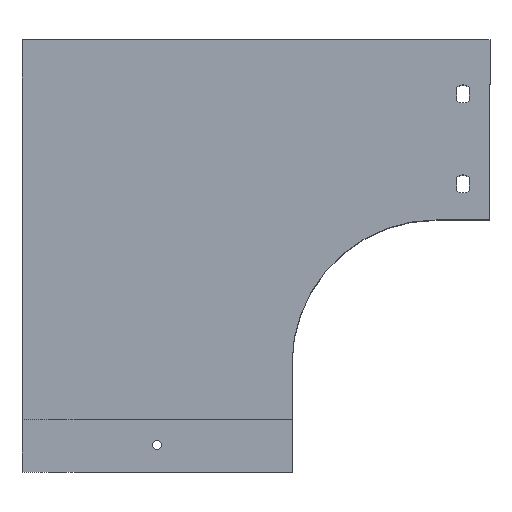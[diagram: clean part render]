
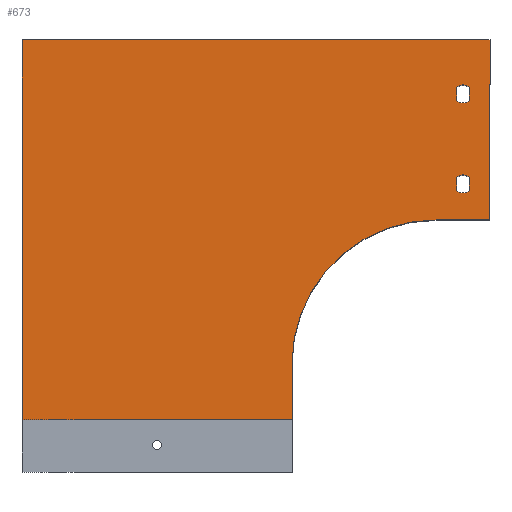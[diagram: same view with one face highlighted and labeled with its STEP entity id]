
A CAD part, top view. The second image highlights one B-rep face of the part: STEP entity #673.
In plain terms, the highlighted planar face has unit normal (0, 0, 1).
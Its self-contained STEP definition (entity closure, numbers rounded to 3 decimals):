
#45 = EDGE_CURVE ( 'NONE', #1477, #1508, #1590, .T. ) ;
#96 = CARTESIAN_POINT ( 'NONE',  ( 150., 0., 1. ) ) ;
#121 = DIRECTION ( 'NONE',  ( 0., 1., 0. ) ) ;
#193 = DIRECTION ( 'NONE',  ( 0., 1., 0. ) ) ;
#199 = DIRECTION ( 'NONE',  ( 0., 1., 0. ) ) ;
#200 = CARTESIAN_POINT ( 'NONE',  ( 230., 30., 1. ) ) ;
#201 = DIRECTION ( 'NONE',  ( 0., 0., -1. ) ) ;
#202 = DIRECTION ( 'NONE',  ( 1., 0., 0. ) ) ;
#203 = CARTESIAN_POINT ( 'NONE',  ( 241.5, 176.429, 1. ) ) ;
#204 = CARTESIAN_POINT ( 'NONE',  ( 245., 130., 1. ) ) ;
#205 = DIRECTION ( 'NONE',  ( 0., 0., -1. ) ) ;
#206 = DIRECTION ( 'NONE',  ( -1., 0., 0. ) ) ;
#207 = CARTESIAN_POINT ( 'NONE',  ( 241.5, 126.429, 1. ) ) ;
#208 = CARTESIAN_POINT ( 'NONE',  ( 248.5, 126.429, 1. ) ) ;
#209 = DIRECTION ( 'NONE',  ( 0., -1., 0. ) ) ;
#210 = CARTESIAN_POINT ( 'NONE',  ( 245., 180., 1. ) ) ;
#211 = DIRECTION ( 'NONE',  ( 0., 0., -1. ) ) ;
#212 = DIRECTION ( 'NONE',  ( -1., 0., 0. ) ) ;
#213 = CARTESIAN_POINT ( 'NONE',  ( 248.5, 176.429, 1. ) ) ;
#214 = DIRECTION ( 'NONE',  ( 0., -1., 0. ) ) ;
#215 = CARTESIAN_POINT ( 'NONE',  ( 245., 130., 1. ) ) ;
#216 = DIRECTION ( 'NONE',  ( 0., 0., -1. ) ) ;
#217 = DIRECTION ( 'NONE',  ( -1., 0., 0. ) ) ;
#218 = CARTESIAN_POINT ( 'NONE',  ( 0., -1., 1. ) ) ;
#219 = DIRECTION ( 'NONE',  ( -1., 0., 0. ) ) ;
#227 = CARTESIAN_POINT ( 'NONE',  ( 260., 210., 1. ) ) ;
#228 = CARTESIAN_POINT ( 'NONE',  ( 260., 110., 1. ) ) ;
#229 = CARTESIAN_POINT ( 'NONE',  ( 245., 180., 1. ) ) ;
#230 = DIRECTION ( 'NONE',  ( 0., 0., -1. ) ) ;
#231 = DIRECTION ( 'NONE',  ( -1., 0., 0. ) ) ;
#232 = DIRECTION ( 'NONE',  ( 1., 0., 0. ) ) ;
#237 = DIRECTION ( 'NONE',  ( 0., 1., 0. ) ) ;
#337 = EDGE_CURVE ( 'NONE', #1508, #1491, #1820, .T. ) ;
#338 = EDGE_CURVE ( 'NONE', #1528, #1497, #1822, .T. ) ;
#339 = EDGE_CURVE ( 'NONE', #1540, #659, #1809, .T. ) ;
#340 = EDGE_CURVE ( 'NONE', #1531, #1540, #1823, .T. ) ;
#341 = EDGE_CURVE ( 'NONE', #1505, #1528, #1826, .T. ) ;
#342 = EDGE_CURVE ( 'NONE', #1500, #1505, #1827, .T. ) ;
#343 = EDGE_CURVE ( 'NONE', #1497, #1500, #1829, .T. ) ;
#344 = EDGE_CURVE ( 'NONE', #1477, #1549, #1830, .T. ) ;
#347 = EDGE_CURVE ( 'NONE', #1519, #1531, #1836, .T. ) ;
#348 = EDGE_CURVE ( 'NONE', #659, #1519, #1837, .T. ) ;
#350 = EDGE_CURVE ( 'NONE', #1491, #658, #1824, .T. ) ;
#353 = EDGE_CURVE ( 'NONE', #658, #1474, #1840, .T. ) ;
#464 = EDGE_CURVE ( 'NONE', #1474, #1539, #1717, .T. ) ;
#658 = VERTEX_POINT ( 'NONE', #1029 ) ;
#659 = VERTEX_POINT ( 'NONE', #1038 ) ;
#673 = ADVANCED_FACE ( 'NONE', ( #1707, #1763, #1759 ), #1056, .T. ) ;
#757 = EDGE_LOOP ( 'NONE', ( #901, #900, #846, #903 ) ) ;
#770 = EDGE_LOOP ( 'NONE', ( #848, #904, #847, #902 ) ) ;
#793 = EDGE_LOOP ( 'NONE', ( #905, #906, #842, #844, #843, #845, #966 ) ) ;
#842 = ORIENTED_EDGE ( 'NONE', *, *, #45, .T. ) ;
#843 = ORIENTED_EDGE ( 'NONE', *, *, #350, .T. ) ;
#844 = ORIENTED_EDGE ( 'NONE', *, *, #337, .T. ) ;
#845 = ORIENTED_EDGE ( 'NONE', *, *, #353, .T. ) ;
#846 = ORIENTED_EDGE ( 'NONE', *, *, #340, .T. ) ;
#847 = ORIENTED_EDGE ( 'NONE', *, *, #342, .T. ) ;
#848 = ORIENTED_EDGE ( 'NONE', *, *, #338, .T. ) ;
#900 = ORIENTED_EDGE ( 'NONE', *, *, #347, .T. ) ;
#901 = ORIENTED_EDGE ( 'NONE', *, *, #348, .T. ) ;
#902 = ORIENTED_EDGE ( 'NONE', *, *, #341, .T. ) ;
#903 = ORIENTED_EDGE ( 'NONE', *, *, #339, .T. ) ;
#904 = ORIENTED_EDGE ( 'NONE', *, *, #343, .T. ) ;
#905 = ORIENTED_EDGE ( 'NONE', *, *, #1945, .T. ) ;
#906 = ORIENTED_EDGE ( 'NONE', *, *, #344, .F. ) ;
#966 = ORIENTED_EDGE ( 'NONE', *, *, #464, .T. ) ;
#973 = AXIS2_PLACEMENT_3D ( 'NONE', #1054, #1049, #1058 ) ;
#977 = CARTESIAN_POINT ( 'NONE',  ( 0., 210., 1. ) ) ;
#990 = DIRECTION ( 'NONE',  ( -1., 0., 0. ) ) ;
#1029 = CARTESIAN_POINT ( 'NONE',  ( 260., 110., 1. ) ) ;
#1038 = CARTESIAN_POINT ( 'NONE',  ( 241.5, 183.571, 1. ) ) ;
#1049 = DIRECTION ( 'NONE',  ( 0., 0., 1. ) ) ;
#1054 = CARTESIAN_POINT ( 'NONE',  ( 230., 30., 1. ) ) ;
#1056 = PLANE ( 'NONE',  #973 ) ;
#1058 = DIRECTION ( 'NONE',  ( 1., 0., 0. ) ) ;
#1112 = CARTESIAN_POINT ( 'NONE',  ( 260., 210., 1. ) ) ;
#1115 = CARTESIAN_POINT ( 'NONE',  ( 150., -1., 1. ) ) ;
#1129 = CARTESIAN_POINT ( 'NONE',  ( 230., 110., 1. ) ) ;
#1135 = CARTESIAN_POINT ( 'NONE',  ( 248.5, 133.571, 1. ) ) ;
#1138 = CARTESIAN_POINT ( 'NONE',  ( 248.5, 126.429, 1. ) ) ;
#1143 = CARTESIAN_POINT ( 'NONE',  ( 241.5, 126.429, 1. ) ) ;
#1146 = CARTESIAN_POINT ( 'NONE',  ( 150., 30., 1. ) ) ;
#1157 = CARTESIAN_POINT ( 'NONE',  ( 248.5, 183.571, 1. ) ) ;
#1166 = CARTESIAN_POINT ( 'NONE',  ( 241.5, 133.571, 1. ) ) ;
#1169 = CARTESIAN_POINT ( 'NONE',  ( 248.5, 176.429, 1. ) ) ;
#1177 = CARTESIAN_POINT ( 'NONE',  ( 0., 210., 1. ) ) ;
#1178 = CARTESIAN_POINT ( 'NONE',  ( 241.5, 176.429, 1. ) ) ;
#1187 = CARTESIAN_POINT ( 'NONE',  ( 0., -1., 1. ) ) ;
#1231 = CARTESIAN_POINT ( 'NONE',  ( 0., 210., 1. ) ) ;
#1233 = DIRECTION ( 'NONE',  ( 0., -1., 0. ) ) ;
#1342 = LINE ( 'NONE', #1231, #1345 ) ;
#1345 = VECTOR ( 'NONE', #1233, 1000. ) ;
#1454 = AXIS2_PLACEMENT_3D ( 'NONE', #229, #230, #231 ) ;
#1456 = AXIS2_PLACEMENT_3D ( 'NONE', #215, #216, #217 ) ;
#1457 = AXIS2_PLACEMENT_3D ( 'NONE', #210, #211, #212 ) ;
#1458 = AXIS2_PLACEMENT_3D ( 'NONE', #204, #205, #206 ) ;
#1459 = AXIS2_PLACEMENT_3D ( 'NONE', #200, #201, #202 ) ;
#1474 = VERTEX_POINT ( 'NONE', #1112 ) ;
#1477 = VERTEX_POINT ( 'NONE', #1115 ) ;
#1491 = VERTEX_POINT ( 'NONE', #1129 ) ;
#1497 = VERTEX_POINT ( 'NONE', #1135 ) ;
#1500 = VERTEX_POINT ( 'NONE', #1138 ) ;
#1505 = VERTEX_POINT ( 'NONE', #1143 ) ;
#1508 = VERTEX_POINT ( 'NONE', #1146 ) ;
#1519 = VERTEX_POINT ( 'NONE', #1157 ) ;
#1528 = VERTEX_POINT ( 'NONE', #1166 ) ;
#1531 = VERTEX_POINT ( 'NONE', #1169 ) ;
#1539 = VERTEX_POINT ( 'NONE', #1177 ) ;
#1540 = VERTEX_POINT ( 'NONE', #1178 ) ;
#1549 = VERTEX_POINT ( 'NONE', #1187 ) ;
#1590 = LINE ( 'NONE', #96, #1592 ) ;
#1592 = VECTOR ( 'NONE', #121, 1000. ) ;
#1707 = FACE_BOUND ( 'NONE', #757, .T. ) ;
#1717 = LINE ( 'NONE', #977, #1719 ) ;
#1719 = VECTOR ( 'NONE', #990, 1000. ) ;
#1759 = FACE_OUTER_BOUND ( 'NONE', #793, .T. ) ;
#1763 = FACE_BOUND ( 'NONE', #770, .T. ) ;
#1809 = LINE ( 'NONE', #203, #1825 ) ;
#1820 = CIRCLE ( 'NONE', #1459, 80. ) ;
#1822 = CIRCLE ( 'NONE', #1458, 5. ) ;
#1823 = CIRCLE ( 'NONE', #1457, 5. ) ;
#1824 = LINE ( 'NONE', #228, #1843 ) ;
#1825 = VECTOR ( 'NONE', #199, 1000. ) ;
#1826 = LINE ( 'NONE', #207, #1828 ) ;
#1827 = CIRCLE ( 'NONE', #1456, 5. ) ;
#1828 = VECTOR ( 'NONE', #193, 1000. ) ;
#1829 = LINE ( 'NONE', #208, #1831 ) ;
#1830 = LINE ( 'NONE', #218, #1833 ) ;
#1831 = VECTOR ( 'NONE', #209, 1000. ) ;
#1833 = VECTOR ( 'NONE', #219, 1000. ) ;
#1836 = LINE ( 'NONE', #213, #1838 ) ;
#1837 = CIRCLE ( 'NONE', #1454, 5. ) ;
#1838 = VECTOR ( 'NONE', #214, 1000. ) ;
#1840 = LINE ( 'NONE', #227, #1849 ) ;
#1843 = VECTOR ( 'NONE', #232, 1000. ) ;
#1849 = VECTOR ( 'NONE', #237, 1000. ) ;
#1945 = EDGE_CURVE ( 'NONE', #1539, #1549, #1342, .T. ) ;
